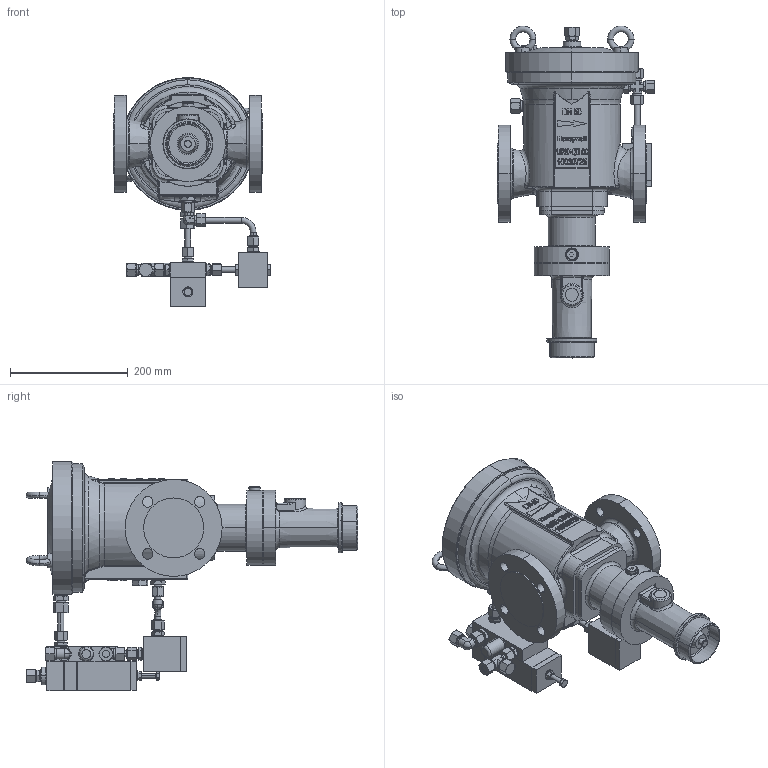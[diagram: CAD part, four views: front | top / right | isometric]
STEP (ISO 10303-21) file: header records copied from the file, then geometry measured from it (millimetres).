
FILE_DESCRIPTION (( 'STEP AP214' ), '1' );
FILE_NAME ('RMG402_50_720_K6_F_630-1_RL-PN16-40.STEP', '2020-04-03T11:39:40', ( '' ), ( '' ), 'SwSTEP 2.0', 'SolidWorks 2017', '' );
FILE_SCHEMA (( 'AUTOMOTIVE_DESIGN' ));
Length unit declared in the file: millimetre
Products named in the file (1): RMG402_50_720_K6_F_630-1_RL-PN16-40
Bounding box: 268 x 564.38 x 389.55 mm (x, y, z)
Volume: 10412900.7 mm3; surface area: 578272.6 mm2
Topology: 1 solids, 1 shells, 1753 faces, 4257 edges, 2633 vertices
Faces by surface type: plane 690, cone 395, bspline 336, cylinder 250, torus 72, sphere 10
Entity records: 88014 total; most frequent: CARTESIAN_POINT 30779, ORIENTED_EDGE 8486, DIRECTION 6769, EDGE_CURVE 4243, VERTEX_POINT 2633, AXIS2_PLACEMENT_3D 2507, EDGE_LOOP 1918, UNCERTAINTY_MEASURE_WITH_UNIT 1756
